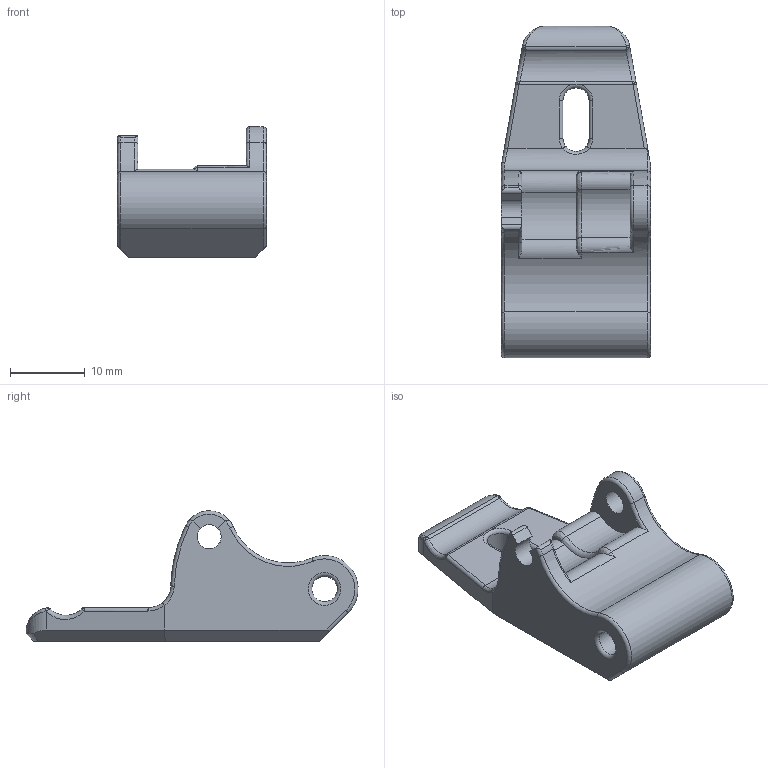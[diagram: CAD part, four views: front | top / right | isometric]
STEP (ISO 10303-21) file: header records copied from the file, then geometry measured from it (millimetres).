
FILE_DESCRIPTION(/* description */ (''),/* implementation_level */ '2;1');
FILE_NAME(/* name */ 'Lever.step',/* time_stamp */ '2021-06-13T22:57:04+02:00',/* author */ (''),/* organization */ (''),/* preprocessor_version */ 'ST-DEVELOPER v18.1',/* originating_system */ 'Autodesk Translation Framework v10.9.0.1377',/* authorisation */ '');
FILE_SCHEMA (('AUTOMOTIVE_DESIGN { 1 0 10303 214 3 1 1 }'));
Length unit declared in the file: millimetre
Products named in the file (1): Lever (2) (1)
Bounding box: 20 x 44.56 x 17.5 mm (x, y, z)
Volume: 6277 mm3; surface area: 2979.2 mm2
Topology: 1 solids, 1 shells, 107 faces, 278 edges, 166 vertices
Faces by surface type: cylinder 32, torus 28, bspline 23, plane 22, cone 2
Full cylindrical faces by diameter (mm): 3.25 x1, 3.4 x1
Entity records: 4490 total; most frequent: CARTESIAN_POINT 1936, ORIENTED_EDGE 544, DIRECTION 519, EDGE_CURVE 272, AXIS2_PLACEMENT_3D 218, VERTEX_POINT 166, CIRCLE 114, EDGE_LOOP 112
